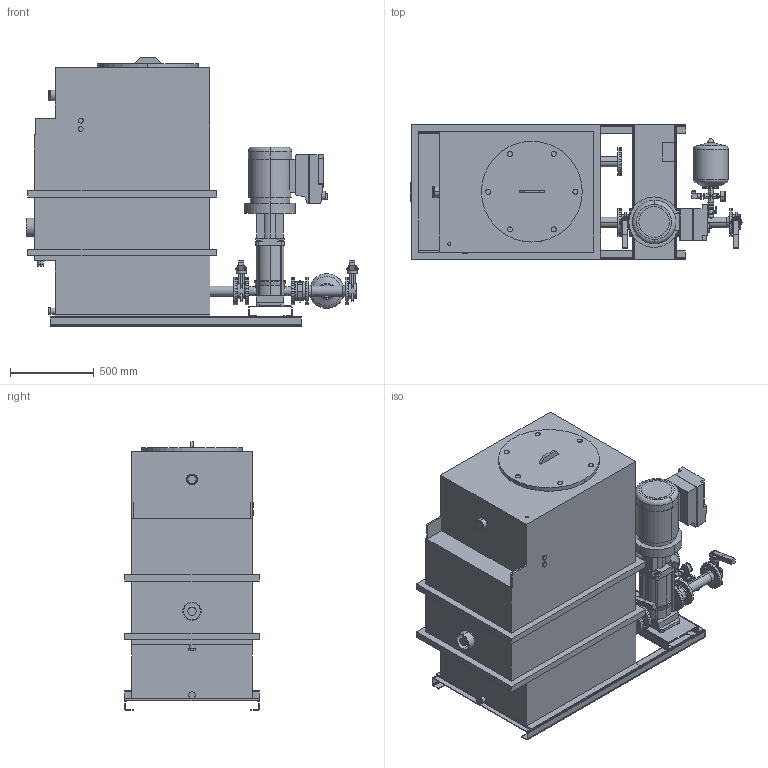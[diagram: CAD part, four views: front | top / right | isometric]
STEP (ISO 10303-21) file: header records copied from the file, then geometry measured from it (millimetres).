
FILE_DESCRIPTION(('no description'),'unknown implementation level');
FILE_NAME('Honeywell 06-2016_CBU146-50A-060_3D.stp',' ',('pit-cup GmbH'),('ccLab - KiM Gmbh - www.kimweb.de'),'unknown preprocess','ACIS','unknown authorization');
FILE_SCHEMA(('automotive_design'));
Length unit declared in the file: millimetre
Products named in the file (10): 1; 2; 3; 4; 5; 6; 7; 8; 9; 10
Bounding box: 1976.8 x 800 x 1600 mm (x, y, z)
Volume: 1128354021.2 mm3; surface area: 11112618.7 mm2
Topology: 10 solids, 18 shells, 2662 faces, 7343 edges, 4849 vertices
Faces by surface type: plane 2328, cylinder 242, cone 70, torus 22
Entity records: 167046 total; most frequent: CARTESIAN_POINT 15914, STYLED_ITEM 14864, PRESENTATION_STYLE_ASSIGNMENT 14864, COLOUR_RGB 14864, ORIENTED_EDGE 14686, DIRECTION 13361, EDGE_CURVE 7343, CURVE_STYLE 7343
